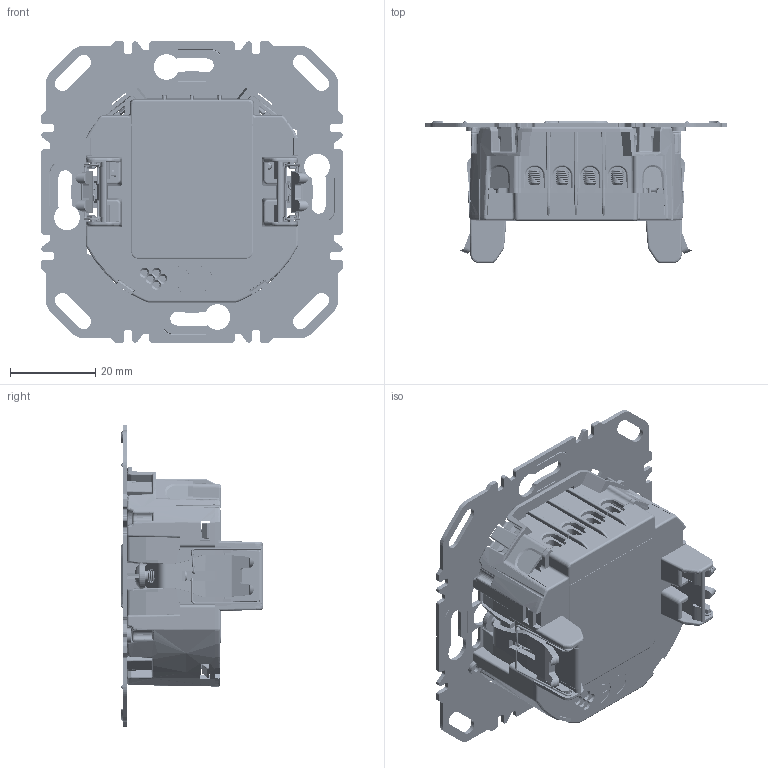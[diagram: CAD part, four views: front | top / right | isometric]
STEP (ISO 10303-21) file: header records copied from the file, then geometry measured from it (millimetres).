
FILE_DESCRIPTION((''),'2;1');
FILE_NAME('WDN2010_ASM','2025-04-16T07:58:35',('weberr1'),(''),'CREO PARAMETRIC BY PTC INC, 2023154','CREO PARAMETRIC BY PTC INC, 2023154','');
FILE_SCHEMA(('CONFIG_CONTROL_DESIGN','SHAPE_APPEARANCE_LAYERS_GROUPS'));
Products named in the file (45): 8473-143-00; 8108-681-X1; 8475-083-00; 8270-105-00; 8700-430-XX; 8570-324-00-POS-01; 8177-095-X1; 3TPCZ0763A; CAPC1608X95; CAPC1005X60; CAPPR350-850X1350; CAPAE660X900; CAPC2013X145; DIOM5336X265_NOMARK; SODFL2818X145; DIOM5227X270; SODFL1208X70; SODFL3618X140; RELAY_SCHRACK_RTS3TA12; FUSSC3225X180; 3TTEZ0178A_BUSH; 3TTEZ0178A_SREW; 3TTEZ0178A_ASM; TERM_SCREW_455X455X735_1P_ASM; CONN_E-TEC_BS2-010-H750-55B; SOD2716X150; SOT95P230X115-3; INDV500-440X1300_P190-00; INDP3225X170; INDC1608X95; SOIC127P600X175-8_7_NO7; RESC1608X55; RESC1005X40; TP_ROUND_120P200; SOT50P160X90-3; RESC2013X60; RESV500-360X900_P190-00; SOIC127P700X210-4; SOT95P280X145-5; NOPACKAGE ...
Assembly tree (116 placements, depth 6):
  WDN2010_ASM
    8473-143-00
    8108-681-X1
    8475-083-00  x2
    8270-105-00  x2
    8700-430-XX  x2
    8570-324-00-POS-01  x2
    8177-095-X1
    W1R9104_00_ASM
      3TPCZ0763A_ASM
        3TPCZ0763A
        CAPC1608X95  x3
        CAPC1005X60  x3
        CAPPR350-850X1350
        CAPAE660X900
        CAPC2013X145  x4
        DIOM5336X265_NOMARK
        SODFL2818X145
        DIOM5227X270  x2
        SODFL1208X70  x2
        SODFL3618X140  x3
        RELAY_SCHRACK_RTS3TA12
        FUSSC3225X180
        TERM_SCREW_455X455X735_1P_ASM  x4
          3TTEZ0178A_ASM
            3TTEZ0178A_BUSH
            3TTEZ0178A_SREW
        CONN_E-TEC_BS2-010-H750-55B
        SOD2716X150  x3
        SOT95P230X115-3  x2
        INDV500-440X1300_P190-00
        INDP3225X170
        INDC1608X95
        SOIC127P600X175-8_7_NO7
        RESC1608X55  x4
        RESC1005X40  x9
        TP_ROUND_120P200  x32
        SOT50P160X90-3  x5
        RESC2013X60  x3
        RESV500-360X900_P190-00
        SOIC127P700X210-4
        SOT95P280X145-5
        NOPACKAGE  x4
        3TPCZ0763A_COP_TOP
        3TPCZ0763A_COP_BOT
Bounding box: 70.85 x 33.4 x 70.85 mm (x, y, z)
Volume: 26683.6 mm3; surface area: 42149.7 mm2
Topology: 109 solids, 180 shells, 5723 faces, 18554 edges, 13155 vertices
Faces by surface type: plane 3316, cylinder 1368, bspline 447, cone 268, torus 186, sphere 122, extrusion 16
Entity records: 228284 total; most frequent: CARTESIAN_POINT 68893, ORIENTED_EDGE 26496, DIRECTION 22706, EDGE_CURVE 15186, VERTEX_POINT 10999, VECTOR 9788, LINE 9780, PRESENTATION_STYLE_ASSIGNMENT 8962
